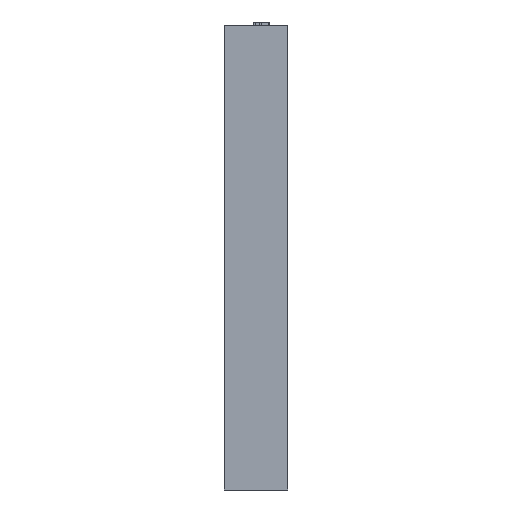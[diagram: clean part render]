
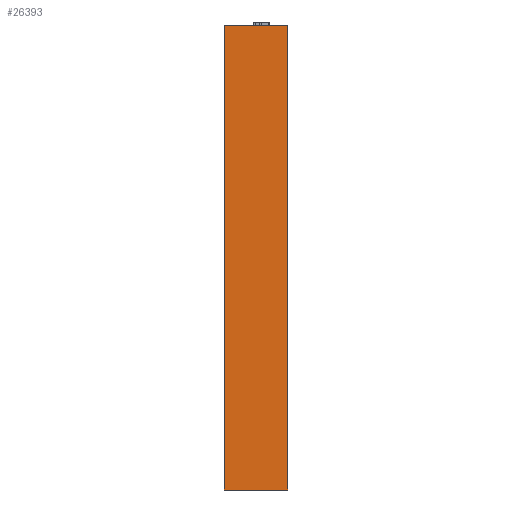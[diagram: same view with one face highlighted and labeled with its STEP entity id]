
A CAD part, left-side view. The second image highlights one B-rep face of the part: STEP entity #26393.
In plain terms, the highlighted planar face has unit normal (-1, 0, 0).
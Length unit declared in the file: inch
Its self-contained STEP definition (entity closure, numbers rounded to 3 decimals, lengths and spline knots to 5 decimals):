
#20268 = CARTESIAN_POINT ( 'NONE',  ( -10., 2.09, 7.75 ) ) ;
#20596 = LINE ( 'NONE', #20713, #20711 ) ;
#20628 = CARTESIAN_POINT ( 'NONE',  ( -10., 0., 7.75 ) ) ;
#20639 = DIRECTION ( 'NONE',  ( 0., -1., 0. ) ) ;
#20641 = VECTOR ( 'NONE', #20639, 39.37008 ) ;
#20643 = CARTESIAN_POINT ( 'NONE',  ( -10., 2.09, 7.75 ) ) ;
#20644 = LINE ( 'NONE', #20643, #20641 ) ;
#20674 = CARTESIAN_POINT ( 'NONE',  ( -10., 2.09, -7.5 ) ) ;
#20677 = DIRECTION ( 'NONE',  ( 0., -1., 0. ) ) ;
#20678 = VECTOR ( 'NONE', #20677, 39.37008 ) ;
#20680 = CARTESIAN_POINT ( 'NONE',  ( -10., 2.09, -7.5 ) ) ;
#20681 = LINE ( 'NONE', #20680, #20678 ) ;
#20701 = DIRECTION ( 'NONE',  ( 0., 0., -1. ) ) ;
#20702 = VECTOR ( 'NONE', #20701, 39.37008 ) ;
#20704 = CARTESIAN_POINT ( 'NONE',  ( -10., 2.09, -7.5 ) ) ;
#20705 = LINE ( 'NONE', #20704, #20702 ) ;
#20709 = DIRECTION ( 'NONE',  ( 0., 0., -1. ) ) ;
#20711 = VECTOR ( 'NONE', #20709, 39.37008 ) ;
#20713 = CARTESIAN_POINT ( 'NONE',  ( -10., 0., -7.5 ) ) ;
#20782 = CARTESIAN_POINT ( 'NONE',  ( -10., 0., -7.5 ) ) ;
#20836 = DIRECTION ( 'NONE',  ( 0., 0., 1. ) ) ;
#20838 = DIRECTION ( 'NONE',  ( -1., 0., 0. ) ) ;
#20839 = CARTESIAN_POINT ( 'NONE',  ( -10., 2.09, -7.5 ) ) ;
#20840 = AXIS2_PLACEMENT_3D ( 'NONE', #20839, #20838, #20836 ) ;
#20842 = PLANE ( 'NONE',  #20840 ) ;
#20855 = FACE_OUTER_BOUND ( 'NONE', #26345, .T. ) ;
#26254 = VERTEX_POINT ( 'NONE', #20268 ) ;
#26335 = EDGE_CURVE ( 'NONE', #26254, #26339, #20644, .T. ) ;
#26339 = VERTEX_POINT ( 'NONE', #20628 ) ;
#26345 = EDGE_LOOP ( 'NONE', ( #26351, #26353, #26354, #26358 ) ) ;
#26351 = ORIENTED_EDGE ( 'NONE', *, *, #26352, .F. ) ;
#26352 = EDGE_CURVE ( 'NONE', #26339, #26371, #20596, .T. ) ;
#26353 = ORIENTED_EDGE ( 'NONE', *, *, #26335, .F. ) ;
#26354 = ORIENTED_EDGE ( 'NONE', *, *, #26355, .T. ) ;
#26355 = EDGE_CURVE ( 'NONE', #26254, #26363, #20705, .T. ) ;
#26358 = ORIENTED_EDGE ( 'NONE', *, *, #26361, .T. ) ;
#26361 = EDGE_CURVE ( 'NONE', #26363, #26371, #20681, .T. ) ;
#26363 = VERTEX_POINT ( 'NONE', #20674 ) ;
#26371 = VERTEX_POINT ( 'NONE', #20782 ) ;
#26393 = ADVANCED_FACE ( 'NONE', ( #20855 ), #20842, .T. ) ;
